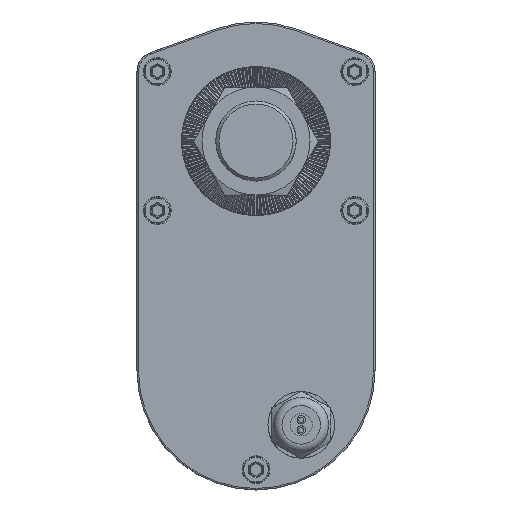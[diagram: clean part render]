
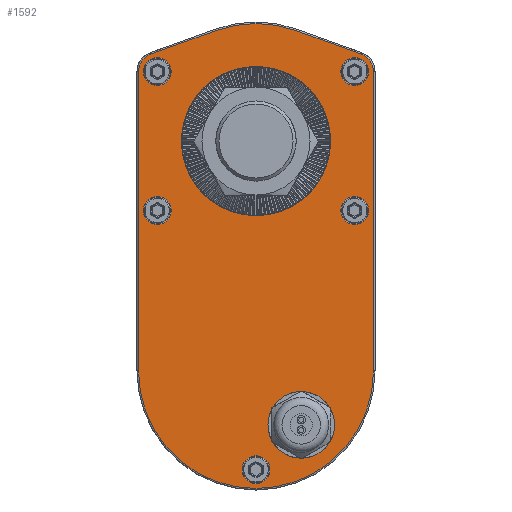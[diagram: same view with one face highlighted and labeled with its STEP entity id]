
A CAD part, front view. The second image highlights one B-rep face of the part: STEP entity #1592.
In plain terms, the highlighted planar face has unit normal (0, -1, 0).
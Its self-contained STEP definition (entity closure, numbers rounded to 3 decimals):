
#1592 = ADVANCED_FACE( '', ( #3799, #3800, #3801, #3802, #3803, #3804, #3805, #3806 ), #3807, .T. );
#3799 = FACE_BOUND( '', #8266, .T. );
#3800 = FACE_BOUND( '', #8267, .T. );
#3801 = FACE_BOUND( '', #8268, .T. );
#3802 = FACE_BOUND( '', #8269, .T. );
#3803 = FACE_BOUND( '', #8270, .T. );
#3804 = FACE_BOUND( '', #8271, .T. );
#3805 = FACE_OUTER_BOUND( '', #8272, .T. );
#3806 = FACE_BOUND( '', #8273, .T. );
#3807 = PLANE( '', #8274 );
#8266 = EDGE_LOOP( '', ( #16824 ) );
#8267 = EDGE_LOOP( '', ( #16825 ) );
#8268 = EDGE_LOOP( '', ( #16826 ) );
#8269 = EDGE_LOOP( '', ( #16827 ) );
#8270 = EDGE_LOOP( '', ( #16828 ) );
#8271 = EDGE_LOOP( '', ( #16829 ) );
#8272 = EDGE_LOOP( '', ( #16830, #16831, #16832, #16833, #16834, #16835, #16836, #16837 ) );
#8273 = EDGE_LOOP( '', ( #16838 ) );
#8274 = AXIS2_PLACEMENT_3D( '', #16839, #16840, #16841 );
#16824 = ORIENTED_EDGE( '', *, *, #23137, .F. );
#16825 = ORIENTED_EDGE( '', *, *, #23441, .T. );
#16826 = ORIENTED_EDGE( '', *, *, #23738, .T. );
#16827 = ORIENTED_EDGE( '', *, *, #23739, .T. );
#16828 = ORIENTED_EDGE( '', *, *, #22907, .T. );
#16829 = ORIENTED_EDGE( '', *, *, #23740, .T. );
#16830 = ORIENTED_EDGE( '', *, *, #23741, .T. );
#16831 = ORIENTED_EDGE( '', *, *, #23742, .T. );
#16832 = ORIENTED_EDGE( '', *, *, #23743, .T. );
#16833 = ORIENTED_EDGE( '', *, *, #23744, .T. );
#16834 = ORIENTED_EDGE( '', *, *, #23745, .T. );
#16835 = ORIENTED_EDGE( '', *, *, #23746, .T. );
#16836 = ORIENTED_EDGE( '', *, *, #23747, .T. );
#16837 = ORIENTED_EDGE( '', *, *, #23263, .T. );
#16838 = ORIENTED_EDGE( '', *, *, #23748, .F. );
#16839 = CARTESIAN_POINT( '', ( 0., 24.5, -74.5 ) );
#16840 = DIRECTION( '', ( 0., -1., 0. ) );
#16841 = DIRECTION( '', ( 0., 0., -1. ) );
#22907 = EDGE_CURVE( '', #26509, #26509, #26510, .T. );
#23137 = EDGE_CURVE( '', #26888, #26888, #26889, .T. );
#23263 = EDGE_CURVE( '', #27091, #27096, #27098, .T. );
#23441 = EDGE_CURVE( '', #27383, #27383, #27384, .T. );
#23738 = EDGE_CURVE( '', #27838, #27838, #27839, .T. );
#23739 = EDGE_CURVE( '', #27840, #27840, #27841, .T. );
#23740 = EDGE_CURVE( '', #27842, #27842, #27843, .T. );
#23741 = EDGE_CURVE( '', #27096, #27844, #27845, .T. );
#23742 = EDGE_CURVE( '', #27844, #27846, #27847, .T. );
#23743 = EDGE_CURVE( '', #27846, #27848, #27849, .T. );
#23744 = EDGE_CURVE( '', #27848, #27850, #27851, .T. );
#23745 = EDGE_CURVE( '', #27850, #27852, #27853, .T. );
#23746 = EDGE_CURVE( '', #27852, #27854, #27855, .T. );
#23747 = EDGE_CURVE( '', #27854, #27091, #27856, .T. );
#23748 = EDGE_CURVE( '', #27857, #27857, #27858, .T. );
#26509 = VERTEX_POINT( '', #32035 );
#26510 = CIRCLE( '', #32036, 4.5 );
#26888 = VERTEX_POINT( '', #32999 );
#26889 = CIRCLE( '', #33000, 7.875 );
#27091 = VERTEX_POINT( '', #33338 );
#27096 = VERTEX_POINT( '', #33344 );
#27098 = LINE( '', #33346, #33347 );
#27383 = VERTEX_POINT( '', #33749 );
#27384 = CIRCLE( '', #33750, 4.5 );
#27838 = VERTEX_POINT( '', #34737 );
#27839 = CIRCLE( '', #34738, 4.5 );
#27840 = VERTEX_POINT( '', #34739 );
#27841 = CIRCLE( '', #34740, 4.5 );
#27842 = VERTEX_POINT( '', #34741 );
#27843 = CIRCLE( '', #34742, 4.5 );
#27844 = VERTEX_POINT( '', #34743 );
#27845 = CIRCLE( '', #34744, 6.08 );
#27846 = VERTEX_POINT( '', #34745 );
#27847 = LINE( '', #34746, #34747 );
#27848 = VERTEX_POINT( '', #34748 );
#27849 = CIRCLE( '', #34749, 38.08 );
#27850 = VERTEX_POINT( '', #34750 );
#27851 = LINE( '', #34751, #34752 );
#27852 = VERTEX_POINT( '', #34753 );
#27853 = CIRCLE( '', #34754, 6.08 );
#27854 = VERTEX_POINT( '', #34755 );
#27855 = LINE( '', #34756, #34757 );
#27856 = CIRCLE( '', #34758, 38.08 );
#27857 = VERTEX_POINT( '', #34759 );
#27858 = CIRCLE( '', #34760, 24.1 );
#32035 = CARTESIAN_POINT( '', ( 0., 24.5, -111. ) );
#32036 = AXIS2_PLACEMENT_3D( '', #40342, #40343, #40344 );
#32999 = CARTESIAN_POINT( '', ( 14.66, 24.5, -99.845 ) );
#33000 = AXIS2_PLACEMENT_3D( '', #40601, #40602, #40603 );
#33338 = CARTESIAN_POINT( '', ( 38.08, 24.5, -74.5 ) );
#33344 = CARTESIAN_POINT( '', ( 38.08, 24.5, 22.46 ) );
#33346 = CARTESIAN_POINT( '', ( 38.08, 24.5, -74.5 ) );
#33347 = VECTOR( '', #40753, 1000. );
#33749 = CARTESIAN_POINT( '', ( 32., 24.5, 18. ) );
#33750 = AXIS2_PLACEMENT_3D( '', #40981, #40982, #40983 );
#34737 = CARTESIAN_POINT( '', ( 32., 24.5, -27. ) );
#34738 = AXIS2_PLACEMENT_3D( '', #41298, #41299, #41300 );
#34739 = CARTESIAN_POINT( '', ( -32., 24.5, -27. ) );
#34740 = AXIS2_PLACEMENT_3D( '', #41301, #41302, #41303 );
#34741 = CARTESIAN_POINT( '', ( -32., 24.5, 18. ) );
#34742 = AXIS2_PLACEMENT_3D( '', #41304, #41305, #41306 );
#34743 = CARTESIAN_POINT( '', ( 34.067, 24.5, 28.178 ) );
#34744 = AXIS2_PLACEMENT_3D( '', #41307, #41308, #41309 );
#34745 = CARTESIAN_POINT( '', ( 12.944, 24.5, 35.813 ) );
#34746 = CARTESIAN_POINT( '', ( 36.76, 24.5, 27.204 ) );
#34747 = VECTOR( '', #41310, 1000. );
#34748 = CARTESIAN_POINT( '', ( -12.944, 24.5, 35.813 ) );
#34749 = AXIS2_PLACEMENT_3D( '', #41311, #41312, #41313 );
#34750 = CARTESIAN_POINT( '', ( -34.067, 24.5, 28.178 ) );
#34751 = CARTESIAN_POINT( '', ( -36.76, 24.5, 27.204 ) );
#34752 = VECTOR( '', #41314, 1000. );
#34753 = CARTESIAN_POINT( '', ( -38.08, 24.5, 22.46 ) );
#34754 = AXIS2_PLACEMENT_3D( '', #41315, #41316, #41317 );
#34755 = CARTESIAN_POINT( '', ( -38.08, 24.5, -74.5 ) );
#34756 = CARTESIAN_POINT( '', ( -38.08, 24.5, -74.5 ) );
#34757 = VECTOR( '', #41318, 1000. );
#34758 = AXIS2_PLACEMENT_3D( '', #41319, #41320, #41321 );
#34759 = CARTESIAN_POINT( '', ( 0., 24.5, -24.1 ) );
#34760 = AXIS2_PLACEMENT_3D( '', #41322, #41323, #41324 );
#40342 = CARTESIAN_POINT( '', ( 0., 24.5, -106.5 ) );
#40343 = DIRECTION( '', ( 0., 1., 0. ) );
#40344 = DIRECTION( '', ( 0., 0., -1. ) );
#40601 = CARTESIAN_POINT( '', ( 14.66, 24.5, -91.97 ) );
#40602 = DIRECTION( '', ( 0., -1., 0. ) );
#40603 = DIRECTION( '', ( 0., 0., -1. ) );
#40753 = DIRECTION( '', ( 0., 0., 1. ) );
#40981 = CARTESIAN_POINT( '', ( 32., 24.5, 22.5 ) );
#40982 = DIRECTION( '', ( 0., 1., 0. ) );
#40983 = DIRECTION( '', ( 0., 0., -1. ) );
#41298 = CARTESIAN_POINT( '', ( 32., 24.5, -22.5 ) );
#41299 = DIRECTION( '', ( 0., 1., 0. ) );
#41300 = DIRECTION( '', ( 0., 0., -1. ) );
#41301 = CARTESIAN_POINT( '', ( -32., 24.5, -22.5 ) );
#41302 = DIRECTION( '', ( 0., 1., 0. ) );
#41303 = DIRECTION( '', ( 0., 0., -1. ) );
#41304 = CARTESIAN_POINT( '', ( -32., 24.5, 22.5 ) );
#41305 = DIRECTION( '', ( 0., 1., 0. ) );
#41306 = DIRECTION( '', ( 0., 0., -1. ) );
#41307 = CARTESIAN_POINT( '', ( 32., 24.5, 22.46 ) );
#41308 = DIRECTION( '', ( 0., -1., 0. ) );
#41309 = DIRECTION( '', ( 0., 0., -1. ) );
#41310 = DIRECTION( '', ( -0.94, 0., 0.34 ) );
#41311 = CARTESIAN_POINT( '', ( 0., 24.5, 0. ) );
#41312 = DIRECTION( '', ( 0., -1., 0. ) );
#41313 = DIRECTION( '', ( 0., 0., -1. ) );
#41314 = DIRECTION( '', ( -0.94, 0., -0.34 ) );
#41315 = CARTESIAN_POINT( '', ( -32., 24.5, 22.46 ) );
#41316 = DIRECTION( '', ( 0., -1., 0. ) );
#41317 = DIRECTION( '', ( 0., 0., -1. ) );
#41318 = DIRECTION( '', ( 0., 0., -1. ) );
#41319 = CARTESIAN_POINT( '', ( 0., 24.5, -74.5 ) );
#41320 = DIRECTION( '', ( 0., -1., 0. ) );
#41321 = DIRECTION( '', ( 0., 0., -1. ) );
#41322 = CARTESIAN_POINT( '', ( 0., 24.5, 0. ) );
#41323 = DIRECTION( '', ( 0., -1., 0. ) );
#41324 = DIRECTION( '', ( 0., 0., -1. ) );
